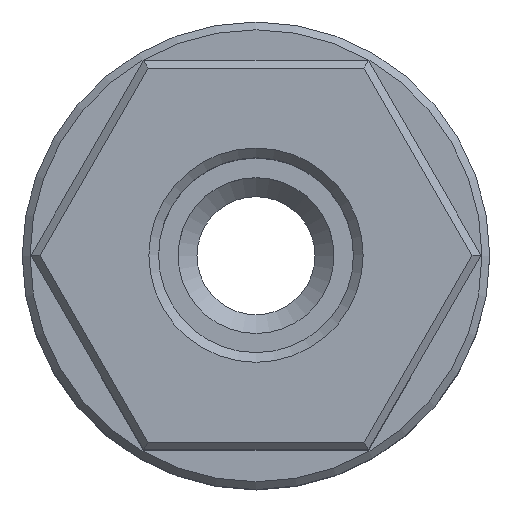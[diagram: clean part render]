
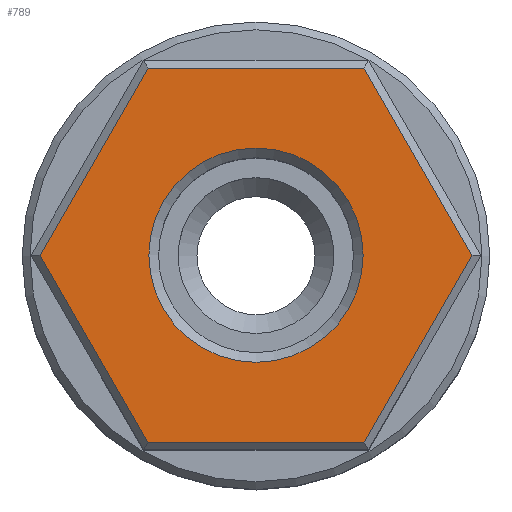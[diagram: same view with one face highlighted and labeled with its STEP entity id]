
A CAD part, top view. The second image highlights one B-rep face of the part: STEP entity #789.
In plain terms, the highlighted planar face has unit normal (0, 0, 1).
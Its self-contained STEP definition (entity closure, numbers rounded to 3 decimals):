
#621=CARTESIAN_POINT('',(66.08,-39.64,0.));
#622=VERTEX_POINT('',#621);
#630=CARTESIAN_POINT('',(68.851,-44.44,0.));
#631=VERTEX_POINT('',#630);
#638=CARTESIAN_POINT('',(67.466,-42.04,0.));
#639=DIRECTION('',(-0.5,0.866,0.));
#640=VECTOR('',#639,1.);
#641=LINE('',#638,#640);
#642=EDGE_CURVE('',#631,#622,#641,.T.);
#652=CARTESIAN_POINT('',(68.851,-34.84,0.));
#653=VERTEX_POINT('',#652);
#662=CARTESIAN_POINT('',(68.548,-35.365,0.));
#663=DIRECTION('',(0.5,0.866,0.));
#664=VECTOR('',#663,1.);
#665=LINE('',#662,#664);
#666=EDGE_CURVE('',#622,#653,#665,.T.);
#676=CARTESIAN_POINT('',(74.394,-34.84,0.));
#677=VERTEX_POINT('',#676);
#686=CARTESIAN_POINT('',(73.788,-34.84,0.));
#687=DIRECTION('',(1.,0.,0.));
#688=VECTOR('',#687,1.);
#689=LINE('',#686,#688);
#690=EDGE_CURVE('',#653,#677,#689,.T.);
#700=CARTESIAN_POINT('',(77.165,-39.64,0.));
#701=VERTEX_POINT('',#700);
#710=CARTESIAN_POINT('',(75.779,-37.24,0.));
#711=DIRECTION('',(0.5,-0.866,0.));
#712=VECTOR('',#711,1.);
#713=LINE('',#710,#712);
#714=EDGE_CURVE('',#677,#701,#713,.T.);
#724=CARTESIAN_POINT('',(74.394,-44.44,0.));
#725=VERTEX_POINT('',#724);
#734=CARTESIAN_POINT('',(76.862,-40.165,0.));
#735=DIRECTION('',(-0.5,-0.866,0.));
#736=VECTOR('',#735,1.);
#737=LINE('',#734,#736);
#738=EDGE_CURVE('',#701,#725,#737,.T.);
#751=CARTESIAN_POINT('',(73.788,-44.44,0.));
#752=DIRECTION('',(-1.,0.,0.));
#753=VECTOR('',#752,1.);
#754=LINE('',#751,#753);
#755=EDGE_CURVE('',#725,#631,#754,.T.);
#765=ORIENTED_EDGE('',*,*,#666,.F.);
#766=ORIENTED_EDGE('',*,*,#642,.F.);
#767=ORIENTED_EDGE('',*,*,#755,.F.);
#768=ORIENTED_EDGE('',*,*,#738,.F.);
#769=ORIENTED_EDGE('',*,*,#714,.F.);
#770=ORIENTED_EDGE('',*,*,#690,.F.);
#771=EDGE_LOOP('',(#765,#766,#767,#768,#769,#770));
#772=FACE_OUTER_BOUND('',#771,.T.);
#773=CARTESIAN_POINT('',(74.373,-39.64,0.));
#774=VERTEX_POINT('',#773);
#775=CARTESIAN_POINT('',(71.623,-39.64,0.));
#776=DIRECTION('',(0.,0.,1.));
#777=DIRECTION('',(-1.,0.,0.));
#778=AXIS2_PLACEMENT_3D('',#775,#776,#777);
#779=CIRCLE('',#778,2.75);
#780=EDGE_CURVE('',#774,#774,#779,.T.);
#781=ORIENTED_EDGE('',*,*,#780,.F.);
#782=EDGE_LOOP('',(#781));
#783=FACE_BOUND('',#782,.T.);
#784=CARTESIAN_POINT('',(75.953,-37.14,0.));
#785=DIRECTION('',(0.,0.,1.));
#786=DIRECTION('',(-1.,0.,0.));
#787=AXIS2_PLACEMENT_3D('',#784,#785,#786);
#788=PLANE('',#787);
#789=ADVANCED_FACE('',(#772,#783),#788,.T.);
